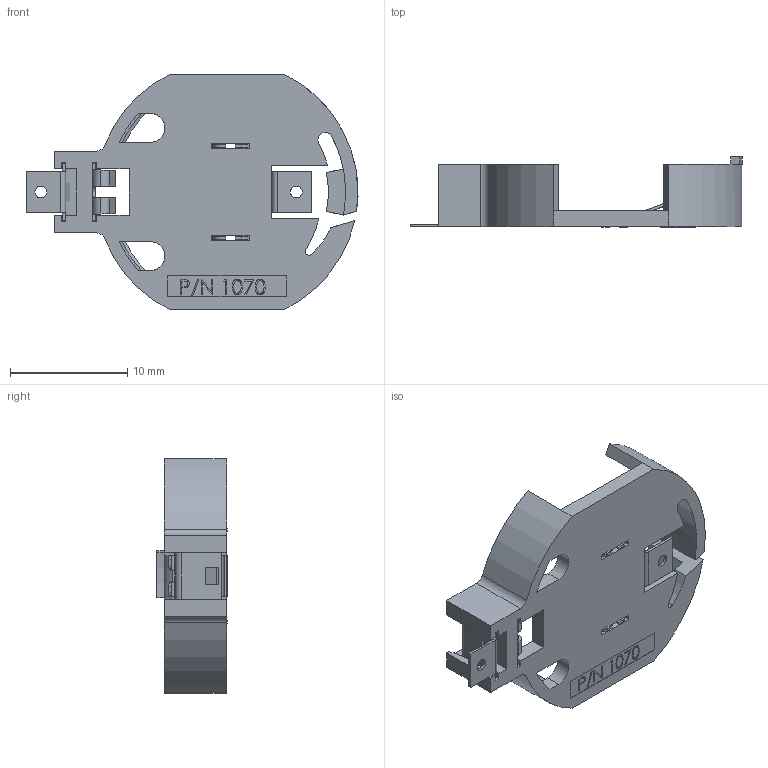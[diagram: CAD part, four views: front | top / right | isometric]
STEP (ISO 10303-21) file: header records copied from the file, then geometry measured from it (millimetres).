
FILE_DESCRIPTION (( 'STEP AP214' ), '1' );
FILE_NAME ('1070.STEP', '2014-02-04T21:53:17', ( '' ), ( '' ), 'SwSTEP 2.0', 'SolidWorks 2013', '' );
FILE_SCHEMA (( 'AUTOMOTIVE_DESIGN' ));
Length unit declared in the file: inch
Products named in the file (1): 1070
Bounding box: 28.35 x 6.02 x 20.07 mm (x, y, z)
Volume: 700.6 mm3; surface area: 1694.1 mm2
Topology: 3 solids, 3 shells, 532 faces, 1370 edges, 865 vertices
Faces by surface type: plane 375, cylinder 81, bspline 69, cone 4, torus 3
Entity records: 27190 total; most frequent: CARTESIAN_POINT 7703, ORIENTED_EDGE 2740, DIRECTION 2288, EDGE_CURVE 1370, VECTOR 1036, LINE 1036, VERTEX_POINT 865, AXIS2_PLACEMENT_3D 626
